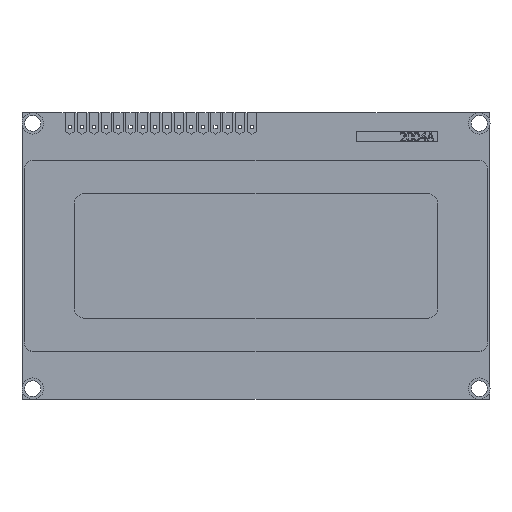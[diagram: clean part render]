
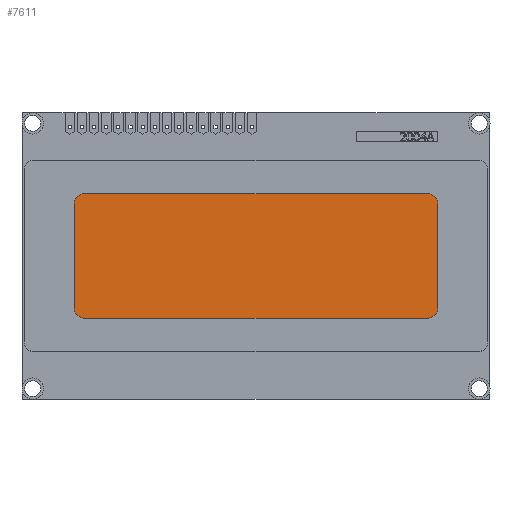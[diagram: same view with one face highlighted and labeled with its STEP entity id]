
A CAD part, top view. The second image highlights one B-rep face of the part: STEP entity #7611.
In plain terms, the highlighted planar face has unit normal (0, 0, 1).
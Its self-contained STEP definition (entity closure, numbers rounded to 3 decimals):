
#75=CIRCLE('',#8016,2.);
#77=CIRCLE('',#8020,2.);
#79=CIRCLE('',#8024,2.);
#81=CIRCLE('',#8028,2.);
#628=FACE_OUTER_BOUND('',#1046,.T.);
#1046=EDGE_LOOP('',(#6634,#6635,#6636,#6637,#6638,#6639,#6640,#6641));
#1934=LINE('',#12242,#2834);
#1938=LINE('',#12254,#2838);
#1942=LINE('',#12266,#2842);
#1946=LINE('',#12277,#2846);
#2834=VECTOR('',#9691,10.);
#2838=VECTOR('',#9703,10.);
#2842=VECTOR('',#9715,10.);
#2846=VECTOR('',#9727,10.);
#3520=VERTEX_POINT('',#12232);
#3521=VERTEX_POINT('',#12233);
#3524=VERTEX_POINT('',#12241);
#3526=VERTEX_POINT('',#12247);
#3528=VERTEX_POINT('',#12253);
#3530=VERTEX_POINT('',#12259);
#3532=VERTEX_POINT('',#12265);
#3534=VERTEX_POINT('',#12271);
#4550=EDGE_CURVE('',#3520,#3521,#75,.T.);
#4554=EDGE_CURVE('',#3521,#3524,#1934,.T.);
#4557=EDGE_CURVE('',#3524,#3526,#77,.T.);
#4560=EDGE_CURVE('',#3526,#3528,#1938,.T.);
#4563=EDGE_CURVE('',#3528,#3530,#79,.T.);
#4566=EDGE_CURVE('',#3530,#3532,#1942,.T.);
#4569=EDGE_CURVE('',#3532,#3534,#81,.T.);
#4572=EDGE_CURVE('',#3534,#3520,#1946,.T.);
#6634=ORIENTED_EDGE('',*,*,#4572,.T.);
#6635=ORIENTED_EDGE('',*,*,#4550,.T.);
#6636=ORIENTED_EDGE('',*,*,#4554,.T.);
#6637=ORIENTED_EDGE('',*,*,#4557,.T.);
#6638=ORIENTED_EDGE('',*,*,#4560,.T.);
#6639=ORIENTED_EDGE('',*,*,#4563,.T.);
#6640=ORIENTED_EDGE('',*,*,#4566,.T.);
#6641=ORIENTED_EDGE('',*,*,#4569,.T.);
#6955=PLANE('',#8031);
#7611=ADVANCED_FACE('',(#628),#6955,.T.);
#8016=AXIS2_PLACEMENT_3D('',#12234,#9683,#9684);
#8020=AXIS2_PLACEMENT_3D('',#12248,#9696,#9697);
#8024=AXIS2_PLACEMENT_3D('',#12260,#9708,#9709);
#8028=AXIS2_PLACEMENT_3D('',#12272,#9720,#9721);
#8031=AXIS2_PLACEMENT_3D('',#12279,#9729,#9730);
#9683=DIRECTION('center_axis',(0.,0.,1.));
#9684=DIRECTION('ref_axis',(0.,-1.,0.));
#9691=DIRECTION('',(0.,1.,0.));
#9696=DIRECTION('center_axis',(0.,0.,1.));
#9697=DIRECTION('ref_axis',(1.,0.,0.));
#9703=DIRECTION('',(-1.,0.,0.));
#9708=DIRECTION('center_axis',(0.,0.,1.));
#9709=DIRECTION('ref_axis',(0.,1.,0.));
#9715=DIRECTION('',(0.,-1.,0.));
#9720=DIRECTION('center_axis',(0.,0.,1.));
#9721=DIRECTION('ref_axis',(-1.,0.,0.));
#9727=DIRECTION('',(1.,0.,0.));
#9729=DIRECTION('center_axis',(0.,0.,1.));
#9730=DIRECTION('ref_axis',(1.,0.,0.));
#12232=CARTESIAN_POINT('',(36.,-13.,11.5));
#12233=CARTESIAN_POINT('',(38.,-11.,11.5));
#12234=CARTESIAN_POINT('Origin',(36.,-11.,11.5));
#12241=CARTESIAN_POINT('',(38.,11.,11.5));
#12242=CARTESIAN_POINT('',(38.,-11.,11.5));
#12247=CARTESIAN_POINT('',(36.,13.,11.5));
#12248=CARTESIAN_POINT('Origin',(36.,11.,11.5));
#12253=CARTESIAN_POINT('',(-36.,13.,11.5));
#12254=CARTESIAN_POINT('',(36.,13.,11.5));
#12259=CARTESIAN_POINT('',(-38.,11.,11.5));
#12260=CARTESIAN_POINT('Origin',(-36.,11.,11.5));
#12265=CARTESIAN_POINT('',(-38.,-11.,11.5));
#12266=CARTESIAN_POINT('',(-38.,11.,11.5));
#12271=CARTESIAN_POINT('',(-36.,-13.,11.5));
#12272=CARTESIAN_POINT('Origin',(-36.,-11.,11.5));
#12277=CARTESIAN_POINT('',(-36.,-13.,11.5));
#12279=CARTESIAN_POINT('Origin',(0.,0.,11.5));
